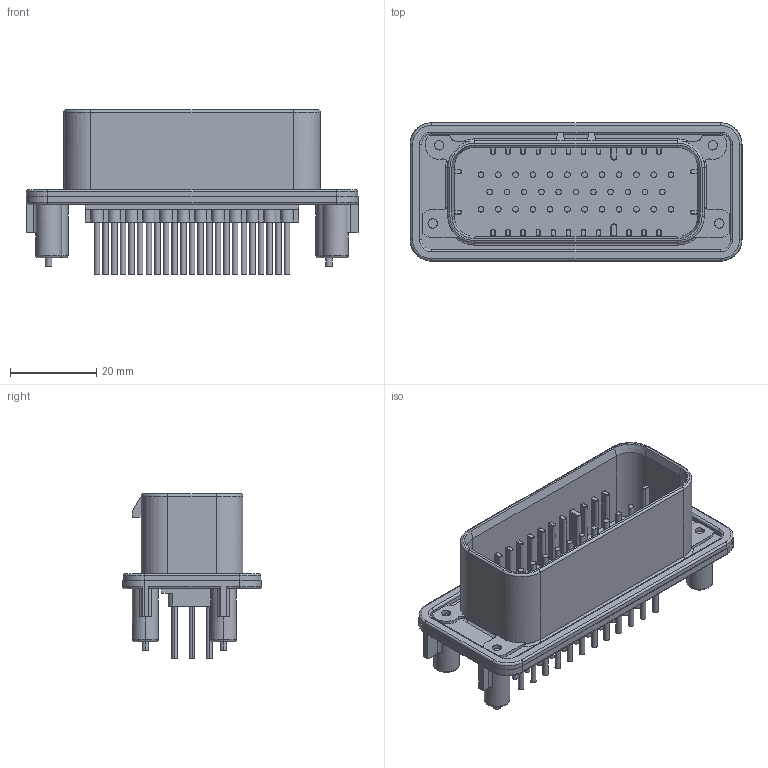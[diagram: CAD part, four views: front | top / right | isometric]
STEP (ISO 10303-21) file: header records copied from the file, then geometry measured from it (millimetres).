
FILE_DESCRIPTION(('FreeCAD Model'),'2;1');
FILE_NAME('C-1-776231-4.step','2018-02-17T12:07:26',( 'kicad StepUp'),('ksu MCAD'),'Open CASCADE STEP processor 6.8', 'FreeCAD','Unknown');
FILE_SCHEMA(('AUTOMOTIVE_DESIGN_CC2 { 1 2 10303 214 -1 1 5 4 }'));
Length unit declared in the file: millimetre
Products named in the file (1): C-1-776231-4
Bounding box: 76.9 x 32.1 x 38.05 mm (x, y, z)
Volume: 15286 mm3; surface area: 17069.2 mm2
Topology: 1 solids, 1 shells, 739 faces, 1804 edges, 1148 vertices
Faces by surface type: cylinder 360, plane 261, torus 114, cone 4
Entity records: 22119 total; most frequent: DIRECTION 4072, CARTESIAN_POINT 4064, ORIENTED_EDGE 3608, EDGE_CURVE 1804, AXIS2_PLACEMENT_3D 1596, VERTEX_POINT 1148, LINE 880, VECTOR 880
